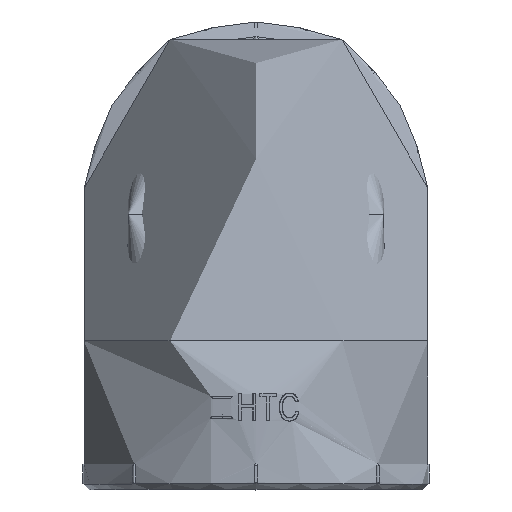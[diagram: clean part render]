
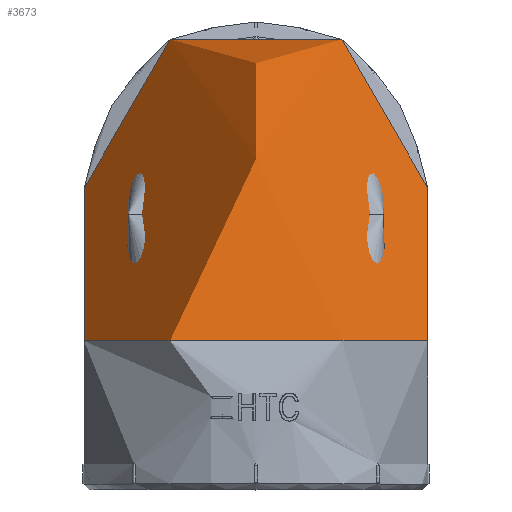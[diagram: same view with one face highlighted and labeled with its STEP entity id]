
A CAD part, top view. The second image highlights one B-rep face of the part: STEP entity #3673.
In plain terms, the highlighted free-form (B-spline) face has degree [4, 3] with [8, 9] control points.
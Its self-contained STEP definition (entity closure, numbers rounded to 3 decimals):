
#74=(
BOUNDED_SURFACE()
B_SPLINE_SURFACE(4,3,((#55592,#55593,#55594,#55595,#55596,#55597,#55598,
#55599,#55600),(#55601,#55602,#55603,#55604,#55605,#55606,#55607,#55608,
#55609),(#55610,#55611,#55612,#55613,#55614,#55615,#55616,#55617,#55618),
(#55619,#55620,#55621,#55622,#55623,#55624,#55625,#55626,#55627),(#55628,
#55629,#55630,#55631,#55632,#55633,#55634,#55635,#55636),(#55637,#55638,
#55639,#55640,#55641,#55642,#55643,#55644,#55645),(#55646,#55647,#55648,
#55649,#55650,#55651,#55652,#55653,#55654),(#55655,#55656,#55657,#55658,
#55659,#55660,#55661,#55662,#55663)),.UNSPECIFIED.,.F.,.F.,.F.)
B_SPLINE_SURFACE_WITH_KNOTS((5,3,5),(4,1,1,1,1,1,4),(0.,0.5,1.),(0.,0.223,
0.347,0.5,0.622,0.777,
1.),.UNSPECIFIED.)
GEOMETRIC_REPRESENTATION_ITEM()
RATIONAL_B_SPLINE_SURFACE(((1.017,1.017,1.017,
1.017,1.017,1.017,1.017,1.017,
1.017),(1.017,1.017,1.017,1.017,
1.017,1.017,1.017,1.017,1.017),
(0.958,0.958,0.958,0.958,
0.958,0.958,0.958,0.958,
0.958),(1.017,1.017,1.017,1.017,
1.017,1.017,1.017,1.017,1.017),
(1.017,1.017,1.017,1.017,1.017,
1.017,1.017,1.017,1.017),(0.958,
0.958,0.958,0.958,0.958,
0.958,0.958,0.958,0.958),
(1.017,1.017,1.017,1.017,1.017,
1.017,1.017,1.017,1.017),(1.017,
1.017,1.017,1.017,1.017,1.017,
1.017,1.017,1.017)))
REPRESENTATION_ITEM('')
SURFACE()
);
#1604=(
BOUNDED_CURVE()
B_SPLINE_CURVE(3,(#55574,#55575,#55576,#55577,#55578,#55579,#55580,#55581,
#55582),.UNSPECIFIED.,.F.,.F.)
B_SPLINE_CURVE_WITH_KNOTS((4,1,1,1,1,1,4),(0.,0.223,0.347,
0.5,0.622,0.777,1.),.UNSPECIFIED.)
CURVE()
GEOMETRIC_REPRESENTATION_ITEM()
RATIONAL_B_SPLINE_CURVE((1.017,1.017,1.017,
1.017,1.017,1.017,1.017,1.017,
1.017))
REPRESENTATION_ITEM('')
);
#1605=(
BOUNDED_CURVE()
B_SPLINE_CURVE(3,(#55583,#55584,#55585,#55586,#55587,#55588,#55589,#55590,
#55591),.UNSPECIFIED.,.F.,.F.)
B_SPLINE_CURVE_WITH_KNOTS((4,1,1,1,1,1,4),(0.,0.223,0.378,
0.5,0.653,0.777,1.),.UNSPECIFIED.)
CURVE()
GEOMETRIC_REPRESENTATION_ITEM()
RATIONAL_B_SPLINE_CURVE((1.017,1.017,1.017,
1.017,1.017,1.017,1.017,1.017,
1.017))
REPRESENTATION_ITEM('')
);
#1843=FACE_OUTER_BOUND('',#5906,.T.);
#3673=ADVANCED_FACE('',(#1843),#74,.T.);
#5906=EDGE_LOOP('',(#15881,#15882,#15883,#15884));
#15881=ORIENTED_EDGE('',*,*,#29966,.T.);
#15882=ORIENTED_EDGE('',*,*,#29967,.T.);
#15883=ORIENTED_EDGE('',*,*,#29724,.T.);
#15884=ORIENTED_EDGE('',*,*,#29968,.T.);
#26180=VERTEX_POINT('',#49631);
#26181=VERTEX_POINT('',#49632);
#26393=VERTEX_POINT('',#55572);
#26394=VERTEX_POINT('',#55573);
#29724=EDGE_CURVE('',#26180,#26181,#34044,.T.);
#29966=EDGE_CURVE('',#26393,#26394,#34126,.T.);
#29967=EDGE_CURVE('',#26394,#26180,#1604,.T.);
#29968=EDGE_CURVE('',#26181,#26393,#1605,.T.);
#34044=CIRCLE('',#35169,25.5);
#34126=CIRCLE('',#35385,25.5);
#35169=AXIS2_PLACEMENT_3D('',#49630,#39783,#39784);
#35385=AXIS2_PLACEMENT_3D('',#55571,#40241,#40242);
#39783=DIRECTION('',(0.,1.,0.));
#39784=DIRECTION('',(1.,0.,0.));
#40241=DIRECTION('',(0.,0.,1.));
#40242=DIRECTION('',(1.,0.,0.));
#49630=CARTESIAN_POINT('',(0.,-6.18,-348.65));
#49631=CARTESIAN_POINT('',(-25.5,-6.18,-348.65));
#49632=CARTESIAN_POINT('',(25.5,-6.18,-348.65));
#55571=CARTESIAN_POINT('',(0.,16.515,-371.345));
#55572=CARTESIAN_POINT('',(25.5,16.515,-371.345));
#55573=CARTESIAN_POINT('',(-25.5,16.515,-371.345));
#55574=CARTESIAN_POINT('',(-25.5,16.515,-371.345));
#55575=CARTESIAN_POINT('',(-25.5,16.517,-368.675));
#55576=CARTESIAN_POINT('',(-25.5,15.787,-364.556));
#55577=CARTESIAN_POINT('',(-25.5,13.199,-359.186));
#55578=CARTESIAN_POINT('',(-25.5,10.25,-355.433));
#55579=CARTESIAN_POINT('',(-25.5,6.293,-352.167));
#55580=CARTESIAN_POINT('',(-25.5,0.968,-349.441));
#55581=CARTESIAN_POINT('',(-25.5,-3.503,-348.649));
#55582=CARTESIAN_POINT('',(-25.5,-6.18,-348.65));
#55583=CARTESIAN_POINT('',(25.5,-6.18,-348.65));
#55584=CARTESIAN_POINT('',(25.5,-3.503,-348.649));
#55585=CARTESIAN_POINT('',(25.5,0.968,-349.441));
#55586=CARTESIAN_POINT('',(25.5,6.293,-352.167));
#55587=CARTESIAN_POINT('',(25.5,10.25,-355.433));
#55588=CARTESIAN_POINT('',(25.5,13.199,-359.186));
#55589=CARTESIAN_POINT('',(25.5,15.787,-364.556));
#55590=CARTESIAN_POINT('',(25.5,16.517,-368.675));
#55591=CARTESIAN_POINT('',(25.5,16.515,-371.345));
#55592=CARTESIAN_POINT('',(25.5,16.515,-371.345));
#55593=CARTESIAN_POINT('',(25.5,16.517,-368.675));
#55594=CARTESIAN_POINT('',(25.5,15.787,-364.556));
#55595=CARTESIAN_POINT('',(25.5,13.199,-359.186));
#55596=CARTESIAN_POINT('',(25.5,10.25,-355.433));
#55597=CARTESIAN_POINT('',(25.5,6.293,-352.167));
#55598=CARTESIAN_POINT('',(25.5,0.968,-349.441));
#55599=CARTESIAN_POINT('',(25.5,-3.503,-348.649));
#55600=CARTESIAN_POINT('',(25.5,-6.18,-348.65));
#55601=CARTESIAN_POINT('',(25.5,25.531,-371.345));
#55602=CARTESIAN_POINT('',(25.5,25.535,-367.635));
#55603=CARTESIAN_POINT('',(25.5,24.512,-361.859));
#55604=CARTESIAN_POINT('',(25.5,20.89,-354.347));
#55605=CARTESIAN_POINT('',(25.5,16.776,-349.112));
#55606=CARTESIAN_POINT('',(25.5,11.256,-344.556));
#55607=CARTESIAN_POINT('',(25.5,3.81,-340.741));
#55608=CARTESIAN_POINT('',(25.5,-2.46,-339.632));
#55609=CARTESIAN_POINT('',(25.5,-6.18,-339.634));
#55610=CARTESIAN_POINT('',(20.992,37.507,-371.345));
#55611=CARTESIAN_POINT('',(20.992,37.515,-366.254));
#55612=CARTESIAN_POINT('',(20.992,36.104,-358.276));
#55613=CARTESIAN_POINT('',(20.992,31.106,-347.918));
#55614=CARTESIAN_POINT('',(20.992,25.445,-340.715));
#55615=CARTESIAN_POINT('',(20.992,17.851,-334.445));
#55616=CARTESIAN_POINT('',(20.992,7.586,-329.183));
#55617=CARTESIAN_POINT('',(20.992,-1.076,-327.653));
#55618=CARTESIAN_POINT('',(20.992,-6.18,-327.658));
#55619=CARTESIAN_POINT('',(9.016,42.015,-371.345));
#55620=CARTESIAN_POINT('',(9.016,42.024,-365.735));
#55621=CARTESIAN_POINT('',(9.016,40.466,-356.927));
#55622=CARTESIAN_POINT('',(9.016,34.951,-345.499));
#55623=CARTESIAN_POINT('',(9.016,28.708,-337.554));
#55624=CARTESIAN_POINT('',(9.016,20.332,-330.64));
#55625=CARTESIAN_POINT('',(9.016,9.007,-324.833));
#55626=CARTESIAN_POINT('',(9.016,-0.555,-323.144));
#55627=CARTESIAN_POINT('',(9.016,-6.18,-323.15));
#55628=CARTESIAN_POINT('',(-9.016,42.015,-371.345));
#55629=CARTESIAN_POINT('',(-9.016,42.024,-365.735));
#55630=CARTESIAN_POINT('',(-9.016,40.466,-356.927));
#55631=CARTESIAN_POINT('',(-9.016,34.951,-345.499));
#55632=CARTESIAN_POINT('',(-9.016,28.708,-337.554));
#55633=CARTESIAN_POINT('',(-9.016,20.332,-330.64));
#55634=CARTESIAN_POINT('',(-9.016,9.007,-324.833));
#55635=CARTESIAN_POINT('',(-9.016,-0.555,-323.144));
#55636=CARTESIAN_POINT('',(-9.016,-6.18,-323.15));
#55637=CARTESIAN_POINT('',(-20.992,37.507,-371.345));
#55638=CARTESIAN_POINT('',(-20.992,37.515,-366.254));
#55639=CARTESIAN_POINT('',(-20.992,36.104,-358.276));
#55640=CARTESIAN_POINT('',(-20.992,31.106,-347.918));
#55641=CARTESIAN_POINT('',(-20.992,25.445,-340.715));
#55642=CARTESIAN_POINT('',(-20.992,17.851,-334.445));
#55643=CARTESIAN_POINT('',(-20.992,7.586,-329.183));
#55644=CARTESIAN_POINT('',(-20.992,-1.076,-327.653));
#55645=CARTESIAN_POINT('',(-20.992,-6.18,-327.658));
#55646=CARTESIAN_POINT('',(-25.5,25.531,-371.345));
#55647=CARTESIAN_POINT('',(-25.5,25.535,-367.635));
#55648=CARTESIAN_POINT('',(-25.5,24.512,-361.859));
#55649=CARTESIAN_POINT('',(-25.5,20.89,-354.347));
#55650=CARTESIAN_POINT('',(-25.5,16.776,-349.112));
#55651=CARTESIAN_POINT('',(-25.5,11.256,-344.556));
#55652=CARTESIAN_POINT('',(-25.5,3.81,-340.741));
#55653=CARTESIAN_POINT('',(-25.5,-2.46,-339.632));
#55654=CARTESIAN_POINT('',(-25.5,-6.18,-339.634));
#55655=CARTESIAN_POINT('',(-25.5,16.515,-371.345));
#55656=CARTESIAN_POINT('',(-25.5,16.517,-368.675));
#55657=CARTESIAN_POINT('',(-25.5,15.787,-364.556));
#55658=CARTESIAN_POINT('',(-25.5,13.199,-359.186));
#55659=CARTESIAN_POINT('',(-25.5,10.25,-355.433));
#55660=CARTESIAN_POINT('',(-25.5,6.293,-352.167));
#55661=CARTESIAN_POINT('',(-25.5,0.968,-349.441));
#55662=CARTESIAN_POINT('',(-25.5,-3.503,-348.649));
#55663=CARTESIAN_POINT('',(-25.5,-6.18,-348.65));
